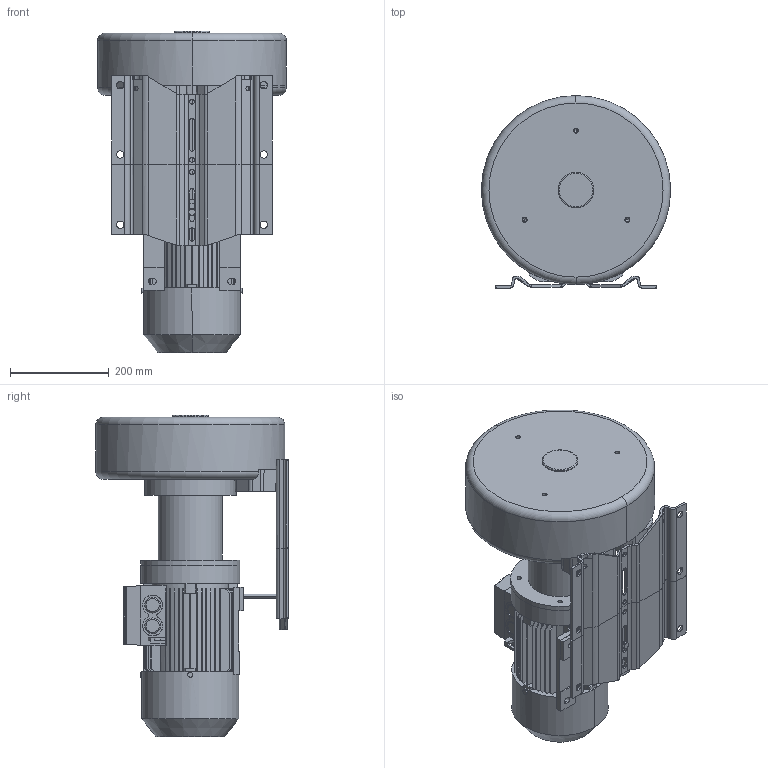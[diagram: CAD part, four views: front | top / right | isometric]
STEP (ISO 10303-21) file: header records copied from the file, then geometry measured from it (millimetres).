
FILE_DESCRIPTION((''),'2;1');
FILE_NAME('MD-001429_ASM','2014-03-14T',('rnennstiel'),('vacuvane vacuum technology gmbh'),'PRO/ENGINEER BY PARAMETRIC TECHNOLOGY CORPORATION, 2010140','PRO/ENGINEER BY PARAMETRIC TECHNOLOGY CORPORATION, 2010140','');
FILE_SCHEMA(('AUTOMOTIVE_DESIGN_CC2 { 1 2 10303 214 -1 1 5 2 }'));
Length unit declared in the file: millimetre
Products named in the file (8): MD-001430; MD-000939; MD-000940; MD-000941_ASM; MD-001289; MD-001290; MD-000796; MD-001429_ASM
Assembly tree (7 placements, depth 3):
  MD-001429_ASM
    MD-001430
    MD-000941_ASM
      MD-000939
      MD-000940
    MD-001289
    MD-001290
    MD-000796
Bounding box: 382 x 389 x 649.6 mm (x, y, z)
Volume: 15279480.4 mm3; surface area: 1448926.8 mm2
Topology: 7 solids, 17 shells, 884 faces, 2526 edges, 1656 vertices
Faces by surface type: plane 422, cylinder 322, cone 133, torus 7
Entity records: 40488 total; most frequent: CARTESIAN_POINT 11524, ORIENTED_EDGE 4908, DIRECTION 4878, EDGE_CURVE 2512, AXIS2_PLACEMENT_3D 1753, PRESENTATION_STYLE_ASSIGNMENT 1666, VERTEX_POINT 1656, STYLED_ITEM 1632
